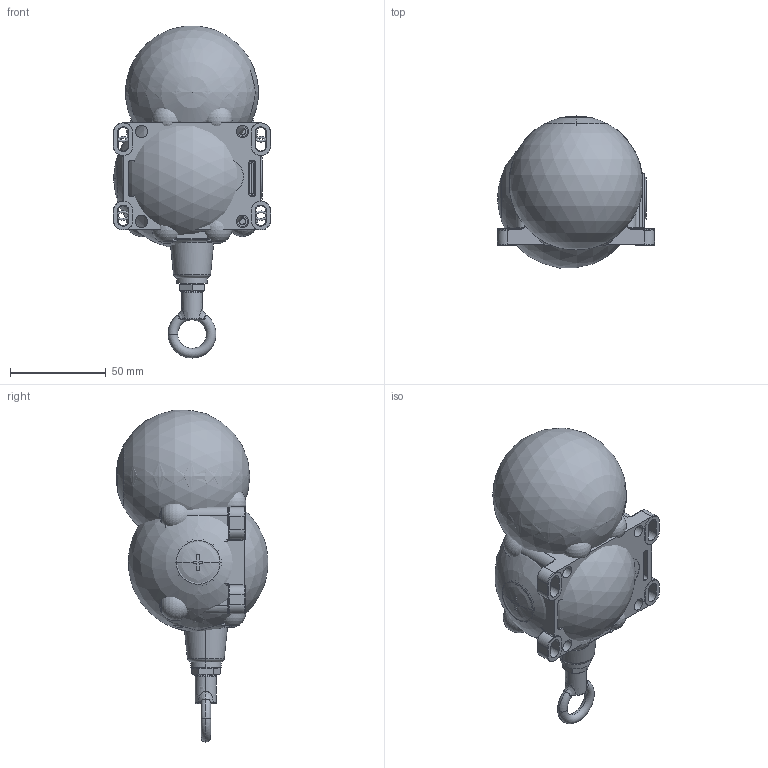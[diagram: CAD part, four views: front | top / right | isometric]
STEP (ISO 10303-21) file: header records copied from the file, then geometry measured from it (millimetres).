
FILE_DESCRIPTION((''),'2;1');
FILE_NAME('6011431869_SW0001','2010-06-10T',('g.stock'),(''),'PRO/ENGINEER BY PARAMETRIC TECHNOLOGY CORPORATION, 2005070','PRO/ENGINEER BY PARAMETRIC TECHNOLOGY CORPORATION, 2005070','');
FILE_SCHEMA(('AUTOMOTIVE_DESIGN_CC2 { 1 2 10303 214 -1 1 5 2 }'));
Products named in the file (1): 6011431869_SW0001
Bounding box: 82.2 x 79.52 x 173.74 mm (x, y, z)
Surface area: 139234.8 mm2 (no closed solid volume)
Topology: 0 solids, 0 shells, 1269 faces, 6072 edges, 5937 vertices
Faces by surface type: bspline 1105, torus 94, sphere 70
Entity records: 158063 total; most frequent: CARTESIAN_POINT 82214, DIRECTION 8175, TRIMMED_CURVE 6678, DEFINITIONAL_REPRESENTATION 5824, PCURVE 5824, COMPOSITE_CURVE_SEGMENT 5824, VECTOR 5509, LINE 5509
